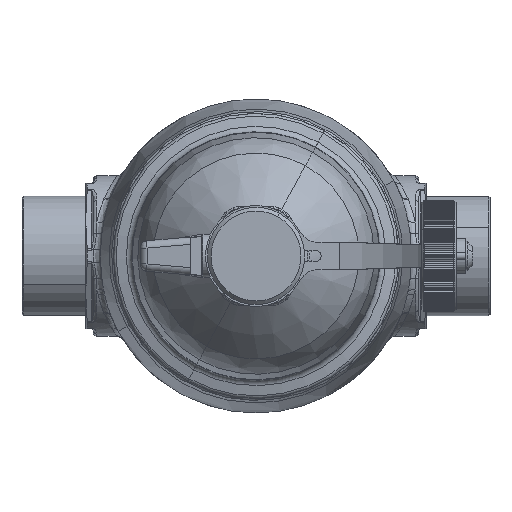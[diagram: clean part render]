
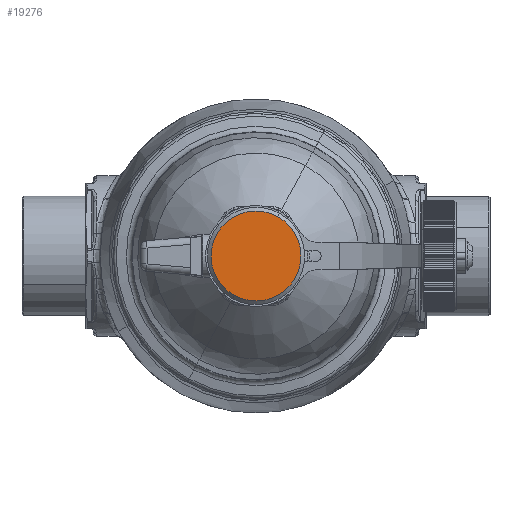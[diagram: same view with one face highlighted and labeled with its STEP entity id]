
A CAD part, front view. The second image highlights one B-rep face of the part: STEP entity #19276.
In plain terms, the highlighted planar face has unit normal (0, -1, 0).
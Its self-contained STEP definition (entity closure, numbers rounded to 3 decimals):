
#19195=CARTESIAN_POINT('Vertex',(-5.897,-160.,-10.794)) ;
#19211=CARTESIAN_POINT('Vertex',(5.897,-160.,10.794)) ;
#19214=CARTESIAN_POINT('Axis2P3D Location',(0.,-160.,0.)) ;
#19262=CARTESIAN_POINT('Axis2P3D Location',(0.,-160.,0.)) ;
#19267=CARTESIAN_POINT('Axis2P3D Location',(0.,-160.,0.)) ;
#19215=DIRECTION('Axis2P3D Direction',(0.,1.,-0.)) ;
#19263=DIRECTION('Axis2P3D Direction',(0.,1.,-0.)) ;
#19264=DIRECTION('Axis2P3D XDirection',(-1.,0.,0.)) ;
#19268=DIRECTION('Axis2P3D Direction',(0.,1.,-0.)) ;
#19216=AXIS2_PLACEMENT_3D('Circle Axis2P3D',#19214,#19215,$) ;
#19265=AXIS2_PLACEMENT_3D('Plane Axis2P3D',#19262,#19263,#19264) ;
#19269=AXIS2_PLACEMENT_3D('Circle Axis2P3D',#19267,#19268,$) ;
#19273=ORIENTED_EDGE('',*,*,#19271,.F.) ;
#19274=ORIENTED_EDGE('',*,*,#19218,.F.) ;
#19276=ADVANCED_FACE('PartBody',(#19275),#19266,.F.) ;
#19217=CIRCLE('generated circle',#19216,12.3) ;
#19270=CIRCLE('generated circle',#19269,12.3) ;
#19218=EDGE_CURVE('',#19212,#19196,#19217,.T.) ;
#19271=EDGE_CURVE('',#19196,#19212,#19270,.T.) ;
#19272=EDGE_LOOP('',(#19273,#19274)) ;
#19275=FACE_OUTER_BOUND('',#19272,.T.) ;
#19266=PLANE('',#19265) ;
#19196=VERTEX_POINT('',#19195) ;
#19212=VERTEX_POINT('',#19211) ;
